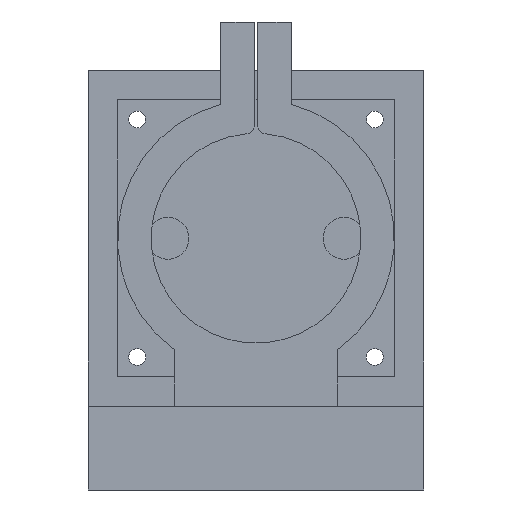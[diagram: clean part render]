
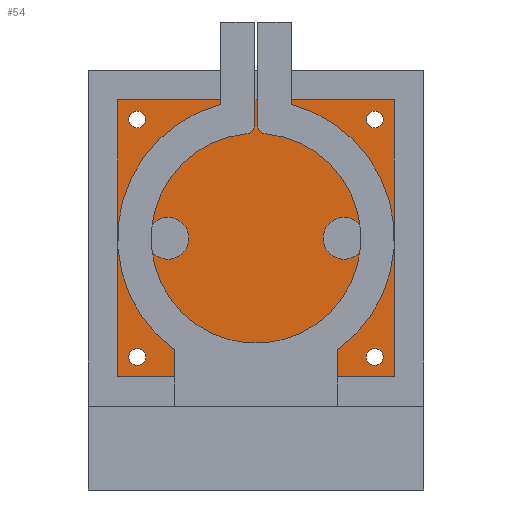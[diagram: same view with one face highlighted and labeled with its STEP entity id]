
A CAD part, front view. The second image highlights one B-rep face of the part: STEP entity #54.
In plain terms, the highlighted planar face has unit normal (0, -1, 0).
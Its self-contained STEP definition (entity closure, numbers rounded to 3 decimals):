
#23=FACE_BOUND('',#166,.T.);
#24=FACE_BOUND('',#167,.T.);
#25=FACE_BOUND('',#168,.T.);
#26=FACE_BOUND('',#169,.T.);
#27=FACE_BOUND('',#170,.T.);
#28=FACE_BOUND('',#171,.T.);
#54=ADVANCED_FACE('',(#105,#23,#24,#25,#26,#27,#28),#794,.T.);
#105=FACE_OUTER_BOUND('',#165,.T.);
#165=EDGE_LOOP('',(#289,#290,#291,#292));
#166=EDGE_LOOP('',(#293));
#167=EDGE_LOOP('',(#294));
#168=EDGE_LOOP('',(#295));
#169=EDGE_LOOP('',(#296));
#170=EDGE_LOOP('',(#297));
#171=EDGE_LOOP('',(#298));
#289=ORIENTED_EDGE('',*,*,#485,.F.);
#290=ORIENTED_EDGE('',*,*,#494,.F.);
#291=ORIENTED_EDGE('',*,*,#492,.F.);
#292=ORIENTED_EDGE('',*,*,#489,.F.);
#293=ORIENTED_EDGE('',*,*,#501,.F.);
#294=ORIENTED_EDGE('',*,*,#504,.T.);
#295=ORIENTED_EDGE('',*,*,#510,.F.);
#296=ORIENTED_EDGE('',*,*,#507,.F.);
#297=ORIENTED_EDGE('',*,*,#495,.T.);
#298=ORIENTED_EDGE('',*,*,#498,.F.);
#485=EDGE_CURVE('',#730,#729,#603,.T.);
#489=EDGE_CURVE('',#729,#732,#607,.T.);
#492=EDGE_CURVE('',#732,#734,#610,.T.);
#494=EDGE_CURVE('',#734,#730,#612,.T.);
#495=EDGE_CURVE('',#739,#739,#673,.T.);
#498=EDGE_CURVE('',#740,#740,#675,.T.);
#501=EDGE_CURVE('',#735,#735,#677,.T.);
#504=EDGE_CURVE('',#736,#736,#679,.T.);
#507=EDGE_CURVE('',#738,#738,#681,.T.);
#510=EDGE_CURVE('',#737,#737,#683,.T.);
#603=B_SPLINE_CURVE_WITH_KNOTS('',1,(#1325,#1326),.UNSPECIFIED.,.F.,.F.,
(2,2),(3.5,36.5),.UNSPECIFIED.);
#607=B_SPLINE_CURVE_WITH_KNOTS('',1,(#1333,#1334),.UNSPECIFIED.,.F.,.F.,
(2,2),(36.5,69.5),.UNSPECIFIED.);
#610=B_SPLINE_CURVE_WITH_KNOTS('',1,(#1339,#1340),.UNSPECIFIED.,.F.,.F.,
(2,2),(69.5,102.5),.UNSPECIFIED.);
#612=B_SPLINE_CURVE_WITH_KNOTS('',1,(#1343,#1344),.UNSPECIFIED.,.F.,.F.,
(2,2),(102.5,135.5),.UNSPECIFIED.);
#673=CIRCLE('',#977,1.);
#675=CIRCLE('',#979,1.);
#677=CIRCLE('',#981,1.);
#679=CIRCLE('',#983,1.);
#681=CIRCLE('',#985,2.5);
#683=CIRCLE('',#987,2.5);
#729=VERTEX_POINT('',#1209);
#730=VERTEX_POINT('',#1210);
#732=VERTEX_POINT('',#1212);
#734=VERTEX_POINT('',#1214);
#735=VERTEX_POINT('',#1215);
#736=VERTEX_POINT('',#1216);
#737=VERTEX_POINT('',#1217);
#738=VERTEX_POINT('',#1218);
#739=VERTEX_POINT('',#1219);
#740=VERTEX_POINT('',#1220);
#794=PLANE('',#937);
#937=AXIS2_PLACEMENT_3D('',#1147,#1025,$);
#977=AXIS2_PLACEMENT_3D($,#1345,#1073,#1074);
#979=AXIS2_PLACEMENT_3D($,#1349,#1077,#1078);
#981=AXIS2_PLACEMENT_3D($,#1353,#1081,#1082);
#983=AXIS2_PLACEMENT_3D($,#1357,#1085,#1086);
#985=AXIS2_PLACEMENT_3D($,#1361,#1089,#1090);
#987=AXIS2_PLACEMENT_3D($,#1365,#1093,#1094);
#1025=DIRECTION('',(0.,-1.,0.));
#1073=DIRECTION('',(0.,1.,0.));
#1074=DIRECTION('',(1.,0.,0.));
#1077=DIRECTION('',(0.,-1.,0.));
#1078=DIRECTION('',(-1.,0.,0.));
#1081=DIRECTION('',(0.,-1.,0.));
#1082=DIRECTION('',(1.,0.,0.));
#1085=DIRECTION('',(0.,1.,0.));
#1086=DIRECTION('',(-1.,0.,0.));
#1089=DIRECTION('',(0.,-1.,0.));
#1090=DIRECTION('',(1.,0.,0.));
#1093=DIRECTION('',(0.,-1.,0.));
#1094=DIRECTION('',(1.,0.,0.));
#1147=CARTESIAN_POINT('',(3.5,161.65,36.5));
#1209=CARTESIAN_POINT('',(36.5,161.65,3.5));
#1210=CARTESIAN_POINT('',(36.5,161.65,36.5));
#1212=CARTESIAN_POINT('',(3.5,161.65,3.5));
#1214=CARTESIAN_POINT('',(3.5,161.65,36.5));
#1215=CARTESIAN_POINT('',(6.85,161.65,5.85));
#1216=CARTESIAN_POINT('',(33.15,161.65,5.85));
#1217=CARTESIAN_POINT('',(33.,161.65,20.));
#1218=CARTESIAN_POINT('',(12.,161.65,20.));
#1219=CARTESIAN_POINT('',(6.85,161.65,34.15));
#1220=CARTESIAN_POINT('',(33.15,161.65,34.15));
#1325=CARTESIAN_POINT('',(36.5,161.65,36.5));
#1326=CARTESIAN_POINT('',(36.5,161.65,3.5));
#1333=CARTESIAN_POINT('',(36.5,161.65,3.5));
#1334=CARTESIAN_POINT('',(3.5,161.65,3.5));
#1339=CARTESIAN_POINT('',(3.5,161.65,3.5));
#1340=CARTESIAN_POINT('',(3.5,161.65,36.5));
#1343=CARTESIAN_POINT('',(3.5,161.65,36.5));
#1344=CARTESIAN_POINT('',(36.5,161.65,36.5));
#1345=CARTESIAN_POINT('',(5.85,161.65,34.15));
#1349=CARTESIAN_POINT('',(34.15,161.65,34.15));
#1353=CARTESIAN_POINT('',(5.85,161.65,5.85));
#1357=CARTESIAN_POINT('',(34.15,161.65,5.85));
#1361=CARTESIAN_POINT('',(9.5,161.65,20.));
#1365=CARTESIAN_POINT('',(30.5,161.65,20.));
